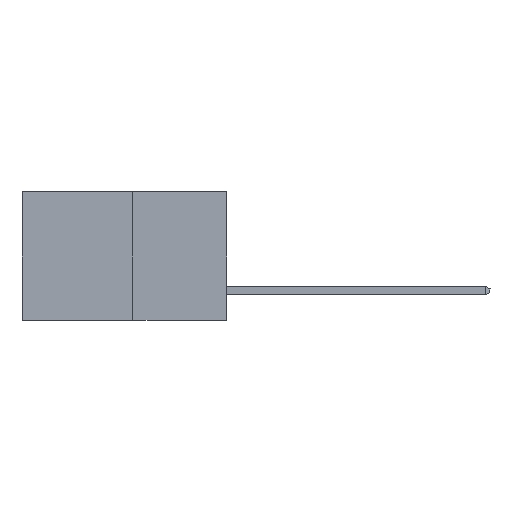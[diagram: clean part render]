
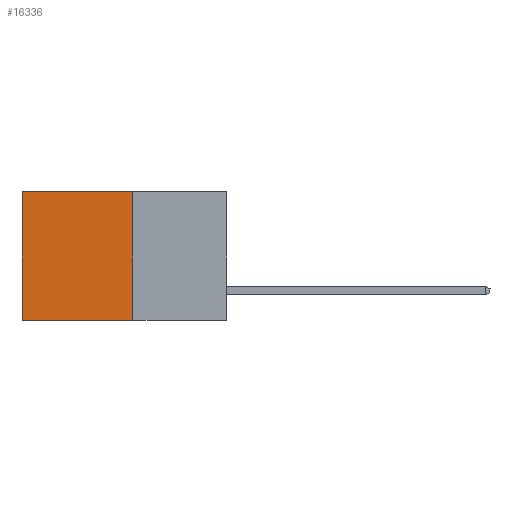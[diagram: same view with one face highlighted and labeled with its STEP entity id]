
A CAD part, left-side view. The second image highlights one B-rep face of the part: STEP entity #16336.
In plain terms, the highlighted planar face has unit normal (-1, 0, 0).
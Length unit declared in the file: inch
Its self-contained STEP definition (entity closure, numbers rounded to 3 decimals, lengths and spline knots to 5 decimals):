
#70 = PLANE ( 'NONE',  #16333 ) ;
#165 = LINE ( 'NONE', #2187, #14526 ) ;
#554 = EDGE_LOOP ( 'NONE', ( #2979, #3018, #3280, #3372 ) ) ;
#588 = CARTESIAN_POINT ( 'NONE',  ( 0.277, 0.59, -0.37 ) ) ;
#1115 = LINE ( 'NONE', #15681, #15399 ) ;
#2036 = VERTEX_POINT ( 'NONE', #588 ) ;
#2187 = CARTESIAN_POINT ( 'NONE',  ( 0.277, 0.59, -0.37 ) ) ;
#2325 = DIRECTION ( 'NONE',  ( 0., 1., 0. ) ) ;
#2846 = CARTESIAN_POINT ( 'NONE',  ( 0.277, 0.27, -0.37 ) ) ;
#2979 = ORIENTED_EDGE ( 'NONE', *, *, #11391, .T. ) ;
#3018 = ORIENTED_EDGE ( 'NONE', *, *, #17011, .F. ) ;
#3280 = ORIENTED_EDGE ( 'NONE', *, *, #13678, .F. ) ;
#3372 = ORIENTED_EDGE ( 'NONE', *, *, #8976, .T. ) ;
#3666 = DIRECTION ( 'NONE',  ( 0., 0., -1. ) ) ;
#3879 = CARTESIAN_POINT ( 'NONE',  ( 0.277, 0.59, 0. ) ) ;
#4393 = DIRECTION ( 'NONE',  ( 1., 0., 0. ) ) ;
#4632 = LINE ( 'NONE', #10002, #11513 ) ;
#4737 = FACE_OUTER_BOUND ( 'NONE', #554, .T. ) ;
#8378 = LINE ( 'NONE', #10644, #11623 ) ;
#8976 = EDGE_CURVE ( 'NONE', #16679, #10799, #8378, .T. ) ;
#9181 = CARTESIAN_POINT ( 'NONE',  ( 0.277, 0.27, 0. ) ) ;
#9725 = VERTEX_POINT ( 'NONE', #2846 ) ;
#10002 = CARTESIAN_POINT ( 'NONE',  ( 0.277, 0.27, -0.37 ) ) ;
#10644 = CARTESIAN_POINT ( 'NONE',  ( 0.277, 0.27, 0. ) ) ;
#10799 = VERTEX_POINT ( 'NONE', #3879 ) ;
#11391 = EDGE_CURVE ( 'NONE', #10799, #2036, #165, .T. ) ;
#11513 = VECTOR ( 'NONE', #16820, 39.37008 ) ;
#11623 = VECTOR ( 'NONE', #2325, 39.37008 ) ;
#12645 = CARTESIAN_POINT ( 'NONE',  ( 0.277, 0.27, -0.37 ) ) ;
#13678 = EDGE_CURVE ( 'NONE', #16679, #9725, #4632, .T. ) ;
#14007 = DIRECTION ( 'NONE',  ( 0., 0., -1. ) ) ;
#14526 = VECTOR ( 'NONE', #3666, 39.37008 ) ;
#15399 = VECTOR ( 'NONE', #17026, 39.37008 ) ;
#15681 = CARTESIAN_POINT ( 'NONE',  ( 0.277, 0.27, -0.37 ) ) ;
#16333 = AXIS2_PLACEMENT_3D ( 'NONE', #12645, #4393, #14007 ) ;
#16336 = ADVANCED_FACE ( 'NONE', ( #4737 ), #70, .F. ) ;
#16679 = VERTEX_POINT ( 'NONE', #9181 ) ;
#16820 = DIRECTION ( 'NONE',  ( 0., 0., -1. ) ) ;
#17011 = EDGE_CURVE ( 'NONE', #9725, #2036, #1115, .T. ) ;
#17026 = DIRECTION ( 'NONE',  ( 0., 1., 0. ) ) ;
